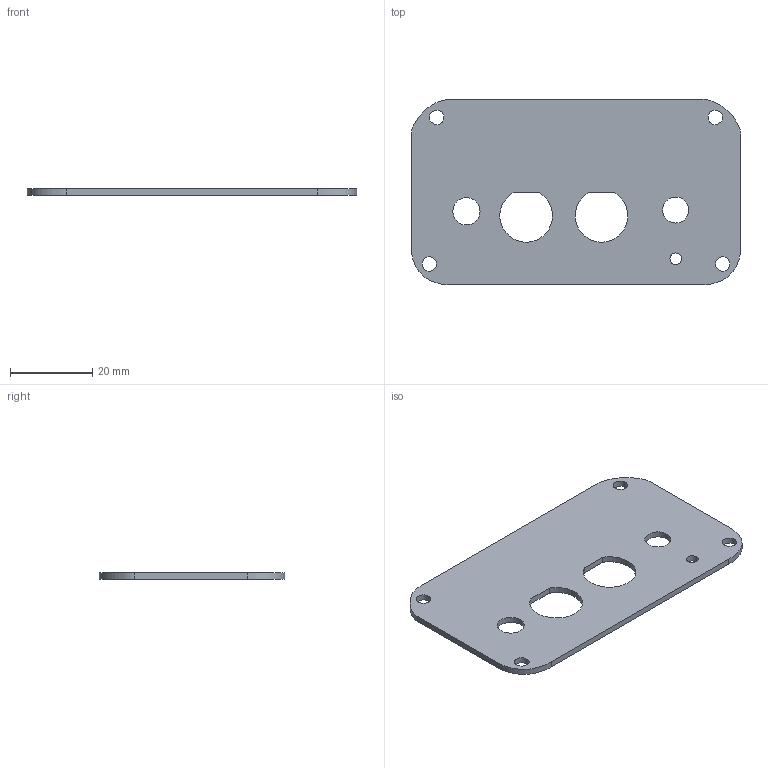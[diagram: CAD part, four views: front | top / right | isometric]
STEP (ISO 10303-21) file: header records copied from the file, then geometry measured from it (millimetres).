
FILE_DESCRIPTION(/* description */ ('STEP AP242','CAx-IF Rec.Pracs.---Representation and Presentation of Product Manufacturing Information (PMI)---4.0---2014-10-13','CAx-IF Rec.Pracs.---3D Tessellated Geometry---0.4---2014-09-14','2;1'),/* implementation_level */ '2;1');
FILE_NAME(/* name */ '65246dacdf3a4b488c4243ad',/* time_stamp */ '2023-10-09T21:16:29Z',/* author */ (''),/* organization */ (''),/* preprocessor_version */ 'ST-DEVELOPER v19.4',/* originating_system */ ' ',/* authorisation */ ' ');
FILE_SCHEMA (('AP242_MANAGED_MODEL_BASED_3D_ENGINEERING_MIM_LF { 1 0 10303 442 1 1 4 }'));
Length unit declared in the file: metre
Products named in the file (1): Front
Bounding box: 80 x 45 x 1.5 mm (x, y, z)
Volume: 4746.9 mm3; surface area: 6939.9 mm2
Topology: 1 solids, 1 shells, 21 faces, 57 edges, 38 vertices
Faces by surface type: cylinder 9, plane 8, bspline 4
Full cylindrical faces by diameter (mm): 2.8 x1, 3.5 x4, 6.3 x1, 6.6 x1
Entity records: 716 total; most frequent: CARTESIAN_POINT 162, ORIENTED_EDGE 100, DIRECTION 96, EDGE_CURVE 50, EDGE_LOOP 46, FACE_BOUND 46, VERTEX_POINT 38, AXIS2_PLACEMENT_3D 36
